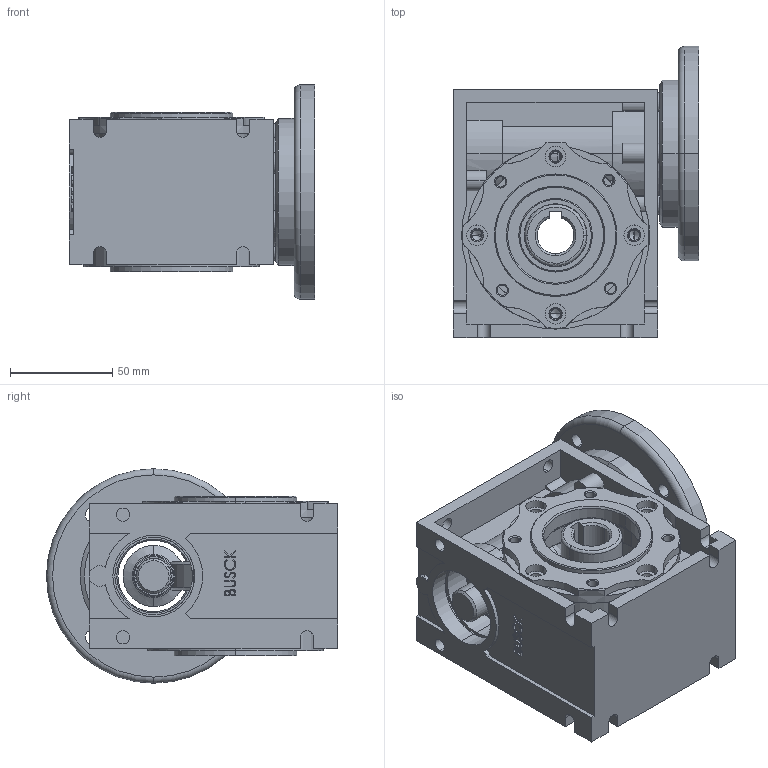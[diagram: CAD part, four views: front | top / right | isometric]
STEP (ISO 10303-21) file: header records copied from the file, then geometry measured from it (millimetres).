
FILE_DESCRIPTION (( 'STEP AP203' ), '1' );
FILE_NAME ('SB040 71B14.STEP', '2009-01-31T10:30:36', ( ' ' ), ( '' ), 'SwSTEP 2.0', 'SolidWorks 2008', '' );
FILE_SCHEMA (( 'CONFIG_CONTROL_DESIGN' ));
Length unit declared in the file: millimetre
Products named in the file (6): SB040 71B14; SB040-50worm shaft; SB040cover; SB040-50worm wheel; SB040input flange; SB040casing
Assembly tree (5 placements, depth 2):
  SB040 71B14
    SB040input flange
    SB040-50worm wheel
    SB040-50worm shaft
    SB040casing
    SB040cover
Bounding box: 120 x 142.5 x 105 mm (x, y, z)
Volume: 587233.7 mm3; surface area: 173820.9 mm2
Topology: 5 solids, 5 shells, 644 faces, 1657 edges, 1047 vertices
Faces by surface type: cylinder 284, plane 163, cone 121, bspline 74, torus 2
Entity records: 24138 total; most frequent: CARTESIAN_POINT 7758, DIRECTION 3377, ORIENTED_EDGE 3258, EDGE_CURVE 1629, AXIS2_PLACEMENT_3D 1319, VERTEX_POINT 1047, EDGE_LOOP 760, CIRCLE 741
